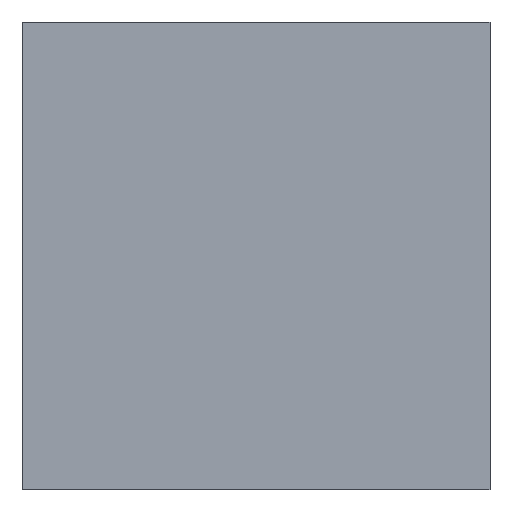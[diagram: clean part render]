
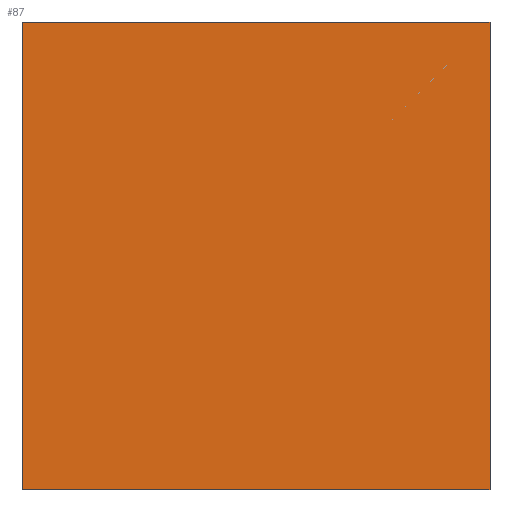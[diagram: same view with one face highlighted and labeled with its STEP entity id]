
A CAD part, front view. The second image highlights one B-rep face of the part: STEP entity #87.
In plain terms, the highlighted planar face has unit normal (0, -1, 0).
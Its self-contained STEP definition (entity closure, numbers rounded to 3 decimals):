
#2 = DIRECTION ( 'NONE',  ( 0., 0., -1. ) ) ;
#4 = CARTESIAN_POINT ( 'NONE',  ( -10., -10., 20. ) ) ;
#5 = VECTOR ( 'NONE', #2, 1000. ) ;
#13 = CARTESIAN_POINT ( 'NONE',  ( -10., -10., 20. ) ) ;
#21 = DIRECTION ( 'NONE',  ( 0., 0., -1. ) ) ;
#26 = DIRECTION ( 'NONE',  ( 1., 0., 0. ) ) ;
#29 = EDGE_CURVE ( 'NONE', #253, #144, #179, .T. ) ;
#35 = ORIENTED_EDGE ( 'NONE', *, *, #54, .T. ) ;
#38 = CARTESIAN_POINT ( 'NONE',  ( 10., -10., 20. ) ) ;
#43 = CARTESIAN_POINT ( 'NONE',  ( -10., -10., 20. ) ) ;
#54 = EDGE_CURVE ( 'NONE', #228, #203, #180, .T. ) ;
#64 = EDGE_LOOP ( 'NONE', ( #135, #200, #160, #35 ) ) ;
#67 = LINE ( 'NONE', #43, #234 ) ;
#71 = CARTESIAN_POINT ( 'NONE',  ( -3.569, -10., 0. ) ) ;
#75 = LINE ( 'NONE', #71, #214 ) ;
#82 = AXIS2_PLACEMENT_3D ( 'NONE', #126, #241, #204 ) ;
#85 = DIRECTION ( 'NONE',  ( 1., 0., 0. ) ) ;
#87 = ADVANCED_FACE ( 'NONE', ( #208 ), #167, .F. ) ;
#123 = VECTOR ( 'NONE', #21, 1000. ) ;
#126 = CARTESIAN_POINT ( 'NONE',  ( -3.569, -10., 20. ) ) ;
#130 = CARTESIAN_POINT ( 'NONE',  ( 10., -10., 20. ) ) ;
#135 = ORIENTED_EDGE ( 'NONE', *, *, #187, .T. ) ;
#137 = EDGE_CURVE ( 'NONE', #228, #253, #67, .T. ) ;
#144 = VERTEX_POINT ( 'NONE', #224 ) ;
#160 = ORIENTED_EDGE ( 'NONE', *, *, #137, .F. ) ;
#167 = PLANE ( 'NONE',  #82 ) ;
#179 = LINE ( 'NONE', #38, #5 ) ;
#180 = LINE ( 'NONE', #4, #123 ) ;
#187 = EDGE_CURVE ( 'NONE', #203, #144, #75, .T. ) ;
#193 = CARTESIAN_POINT ( 'NONE',  ( -10., -10., 0. ) ) ;
#200 = ORIENTED_EDGE ( 'NONE', *, *, #29, .F. ) ;
#203 = VERTEX_POINT ( 'NONE', #193 ) ;
#204 = DIRECTION ( 'NONE',  ( 0., 0., 1. ) ) ;
#208 = FACE_OUTER_BOUND ( 'NONE', #64, .T. ) ;
#214 = VECTOR ( 'NONE', #26, 1000. ) ;
#224 = CARTESIAN_POINT ( 'NONE',  ( 10., -10., 0. ) ) ;
#228 = VERTEX_POINT ( 'NONE', #13 ) ;
#234 = VECTOR ( 'NONE', #85, 1000. ) ;
#241 = DIRECTION ( 'NONE',  ( 0., 1., 0. ) ) ;
#253 = VERTEX_POINT ( 'NONE', #130 ) ;
